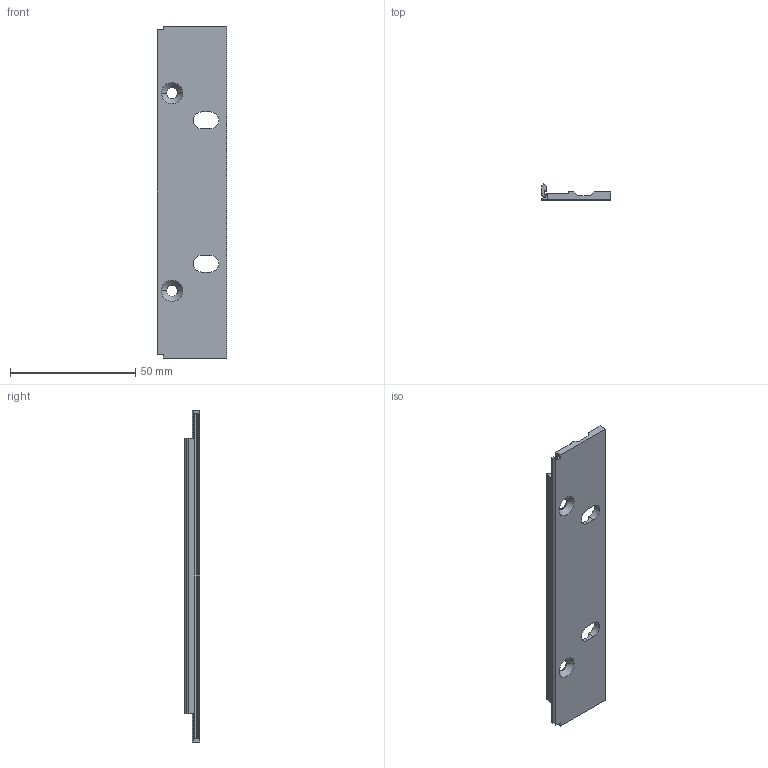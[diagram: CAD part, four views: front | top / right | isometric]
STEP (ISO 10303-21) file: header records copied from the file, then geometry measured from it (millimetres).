
FILE_DESCRIPTION((''),'2;1');
FILE_NAME('A16315XXVMXX_003','2014-10-10T',('jkuester'),(''),'PRO/ENGINEER BY PARAMETRIC TECHNOLOGY CORPORATION, 2010160','PRO/ENGINEER BY PARAMETRIC TECHNOLOGY CORPORATION, 2010160','');
FILE_SCHEMA(('AUTOMOTIVE_DESIGN { 1 0 10303 214 1 1 1 1 }'));
Length unit declared in the file: millimetre
Products named in the file (1): A16315XXVMXX_003
Bounding box: 27.9 x 6.2 x 132.5 mm (x, y, z)
Volume: 8901.2 mm3; surface area: 9767.8 mm2
Topology: 1 solids, 1 shells, 62 faces, 180 edges, 118 vertices
Faces by surface type: plane 44, cylinder 14, cone 4
Entity records: 2134 total; most frequent: CARTESIAN_POINT 369, ORIENTED_EDGE 360, DIRECTION 336, EDGE_CURVE 180, VECTOR 144, LINE 144, VERTEX_POINT 118, AXIS2_PLACEMENT_3D 96
